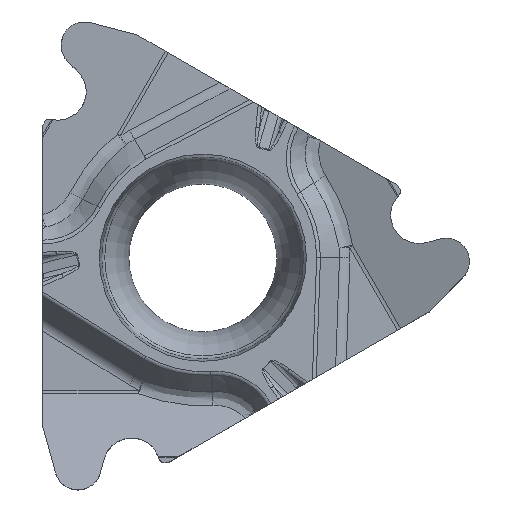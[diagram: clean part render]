
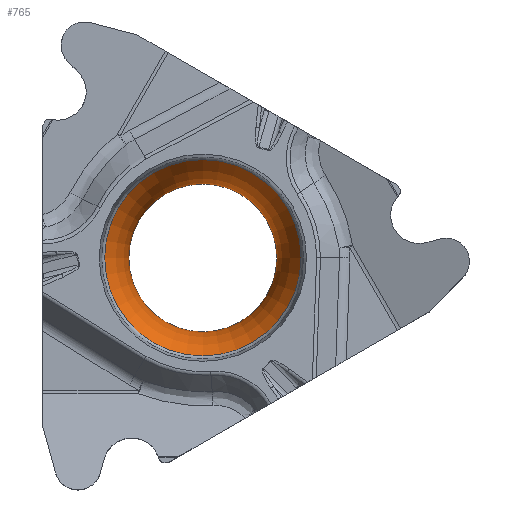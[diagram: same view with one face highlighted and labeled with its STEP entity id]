
A CAD part, top view. The second image highlights one B-rep face of the part: STEP entity #765.
In plain terms, the highlighted toroidal (fillet/blend) face has major radius 6.2 mm and minor radius 4 mm.
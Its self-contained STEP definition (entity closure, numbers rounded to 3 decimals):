
#51=TOROIDAL_SURFACE('',#2766,6.2,4.);
#765=ADVANCED_FACE('',(#878,#879),#51,.T.);
#878=FACE_BOUND('',#967,.T.);
#879=FACE_BOUND('',#968,.T.);
#967=EDGE_LOOP('',(#1474));
#968=EDGE_LOOP('',(#1475));
#1474=ORIENTED_EDGE('',*,*,#2027,.T.);
#1475=ORIENTED_EDGE('',*,*,#2319,.F.);
#1785=VERTEX_POINT('',#4068);
#1995=VERTEX_POINT('',#5102);
#2027=EDGE_CURVE('',#1785,#1785,#2404,.T.);
#2319=EDGE_CURVE('',#1995,#1995,#2470,.T.);
#2404=CIRCLE('',#2589,2.2);
#2470=CIRCLE('',#2763,2.921);
#2589=AXIS2_PLACEMENT_3D('',#4067,#2855,#2856);
#2763=AXIS2_PLACEMENT_3D('',#5101,#3362,#3363);
#2766=AXIS2_PLACEMENT_3D('',#5106,#3368,#3369);
#2855=DIRECTION('',(0.,0.,-1.));
#2856=DIRECTION('',(-0.5,-0.866,0.));
#3362=DIRECTION('',(0.,0.,-1.));
#3363=DIRECTION('',(-0.5,-0.866,0.));
#3368=DIRECTION('',(0.,0.,1.));
#3369=DIRECTION('',(-0.5,-0.866,0.));
#4067=CARTESIAN_POINT('',(0.,0.,-3.5));
#4068=CARTESIAN_POINT('',(-1.1,-1.905,-3.5));
#5101=CARTESIAN_POINT('',(0.,0.,-1.209));
#5102=CARTESIAN_POINT('',(-1.461,-2.53,-1.209));
#5106=CARTESIAN_POINT('',(0.,0.,-3.5));
